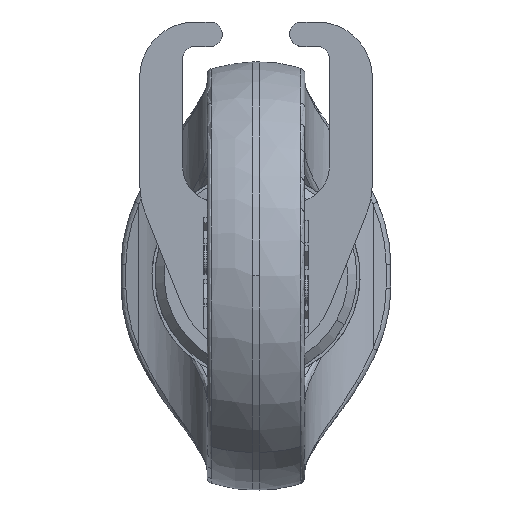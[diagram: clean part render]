
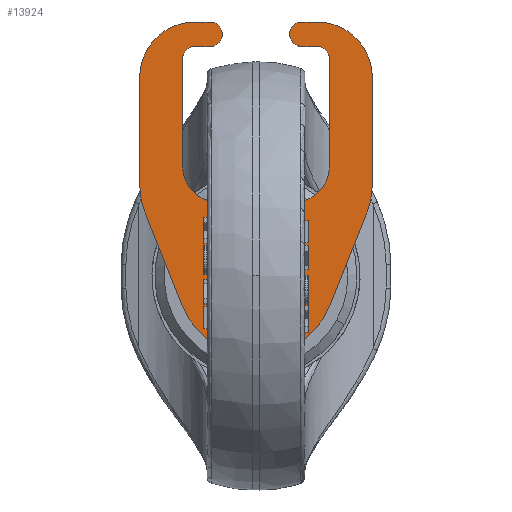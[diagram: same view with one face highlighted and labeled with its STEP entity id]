
A CAD part, top view. The second image highlights one B-rep face of the part: STEP entity #13924.
In plain terms, the highlighted planar face has unit normal (0, 0, 1).
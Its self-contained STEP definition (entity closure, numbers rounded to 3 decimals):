
#13380=CARTESIAN_POINT('Vertex',(19.,15.1,-7.6)) ;
#13387=CARTESIAN_POINT('Vertex',(19.,32.5,-7.6)) ;
#13390=CARTESIAN_POINT('Line Origine',(19.,23.8,-7.6)) ;
#13411=CARTESIAN_POINT('Vertex',(18.081,10.299,-7.6)) ;
#13414=CARTESIAN_POINT('Axis2P3D Location',(6.,15.1,-7.6)) ;
#13431=CARTESIAN_POINT('Line Origine',(15.081,2.749,-7.6)) ;
#13435=CARTESIAN_POINT('Vertex',(12.081,-4.801,-7.6)) ;
#13459=CARTESIAN_POINT('Vertex',(-12.081,-4.801,-7.6)) ;
#13462=CARTESIAN_POINT('Axis2P3D Location',(0.,0.,-7.6)) ;
#13483=CARTESIAN_POINT('Vertex',(-18.081,10.299,-7.6)) ;
#13486=CARTESIAN_POINT('Line Origine',(-15.081,2.749,-7.6)) ;
#13507=CARTESIAN_POINT('Vertex',(-19.,15.1,-7.6)) ;
#13510=CARTESIAN_POINT('Axis2P3D Location',(-6.,15.1,-7.6)) ;
#13531=CARTESIAN_POINT('Vertex',(-19.,32.5,-7.6)) ;
#13534=CARTESIAN_POINT('Line Origine',(-19.,23.8,-7.6)) ;
#13555=CARTESIAN_POINT('Vertex',(-10.,41.5,-7.6)) ;
#13558=CARTESIAN_POINT('Axis2P3D Location',(-10.,32.5,-7.6)) ;
#13579=CARTESIAN_POINT('Vertex',(-7.5,41.5,-7.6)) ;
#13582=CARTESIAN_POINT('Line Origine',(-8.75,41.5,-7.6)) ;
#13603=CARTESIAN_POINT('Vertex',(-7.5,37.5,-7.6)) ;
#13606=CARTESIAN_POINT('Axis2P3D Location',(-7.5,39.5,-7.6)) ;
#13627=CARTESIAN_POINT('Vertex',(-10.,37.5,-7.6)) ;
#13630=CARTESIAN_POINT('Line Origine',(-8.75,37.5,-7.6)) ;
#13647=CARTESIAN_POINT('Axis2P3D Location',(-10.,35.5,-7.6)) ;
#13651=CARTESIAN_POINT('Vertex',(-12.,35.5,-7.6)) ;
#13675=CARTESIAN_POINT('Vertex',(-12.,18.,-7.6)) ;
#13678=CARTESIAN_POINT('Line Origine',(-12.,26.75,-7.6)) ;
#13695=CARTESIAN_POINT('Axis2P3D Location',(-6.,18.,-7.6)) ;
#13699=CARTESIAN_POINT('Vertex',(-6.,12.,-7.6)) ;
#13723=CARTESIAN_POINT('Vertex',(6.,12.,-7.6)) ;
#13726=CARTESIAN_POINT('Line Origine',(0.,12.,-7.6)) ;
#13743=CARTESIAN_POINT('Axis2P3D Location',(6.,18.,-7.6)) ;
#13747=CARTESIAN_POINT('Vertex',(12.,18.,-7.6)) ;
#13771=CARTESIAN_POINT('Vertex',(12.,35.5,-7.6)) ;
#13774=CARTESIAN_POINT('Line Origine',(12.,26.75,-7.6)) ;
#13791=CARTESIAN_POINT('Axis2P3D Location',(10.,35.5,-7.6)) ;
#13795=CARTESIAN_POINT('Vertex',(10.,37.5,-7.6)) ;
#13814=CARTESIAN_POINT('Vertex',(7.5,37.5,-7.6)) ;
#13817=CARTESIAN_POINT('Line Origine',(8.75,37.5,-7.6)) ;
#13838=CARTESIAN_POINT('Vertex',(7.5,41.5,-7.6)) ;
#13842=CARTESIAN_POINT('Control Point',(7.5,41.5,-7.6)) ;
#13843=CARTESIAN_POINT('Control Point',(6.872,41.5,-7.6)) ;
#13844=CARTESIAN_POINT('Control Point',(6.243,41.253,-7.6)) ;
#13845=CARTESIAN_POINT('Control Point',(5.747,40.757,-7.6)) ;
#13846=CARTESIAN_POINT('Control Point',(5.253,39.5,-7.6)) ;
#13847=CARTESIAN_POINT('Control Point',(5.747,38.243,-7.6)) ;
#13848=CARTESIAN_POINT('Control Point',(6.243,37.747,-7.6)) ;
#13849=CARTESIAN_POINT('Control Point',(6.872,37.5,-7.6)) ;
#13850=CARTESIAN_POINT('Control Point',(7.5,37.5,-7.6)) ;
#13863=CARTESIAN_POINT('Vertex',(10.,41.5,-7.6)) ;
#13866=CARTESIAN_POINT('Line Origine',(8.75,41.5,-7.6)) ;
#13883=CARTESIAN_POINT('Axis2P3D Location',(10.,32.5,-7.6)) ;
#13895=CARTESIAN_POINT('Axis2P3D Location',(0.,0.,-7.6)) ;
#13391=DIRECTION('Vector Direction',(0.,1.,0.)) ;
#13415=DIRECTION('Axis2P3D Direction',(0.,0.,1.)) ;
#13432=DIRECTION('Vector Direction',(-0.369,-0.929,0.)) ;
#13463=DIRECTION('Axis2P3D Direction',(0.,0.,1.)) ;
#13487=DIRECTION('Vector Direction',(0.369,-0.929,0.)) ;
#13511=DIRECTION('Axis2P3D Direction',(0.,0.,1.)) ;
#13535=DIRECTION('Vector Direction',(0.,-1.,0.)) ;
#13559=DIRECTION('Axis2P3D Direction',(0.,0.,1.)) ;
#13583=DIRECTION('Vector Direction',(-1.,0.,0.)) ;
#13607=DIRECTION('Axis2P3D Direction',(0.,0.,1.)) ;
#13631=DIRECTION('Vector Direction',(1.,0.,0.)) ;
#13648=DIRECTION('Axis2P3D Direction',(0.,0.,1.)) ;
#13679=DIRECTION('Vector Direction',(0.,1.,0.)) ;
#13696=DIRECTION('Axis2P3D Direction',(0.,0.,1.)) ;
#13727=DIRECTION('Vector Direction',(-1.,0.,0.)) ;
#13744=DIRECTION('Axis2P3D Direction',(0.,0.,1.)) ;
#13775=DIRECTION('Vector Direction',(0.,-1.,0.)) ;
#13792=DIRECTION('Axis2P3D Direction',(0.,0.,1.)) ;
#13818=DIRECTION('Vector Direction',(1.,0.,0.)) ;
#13867=DIRECTION('Vector Direction',(-1.,0.,0.)) ;
#13884=DIRECTION('Axis2P3D Direction',(0.,0.,1.)) ;
#13896=DIRECTION('Axis2P3D Direction',(0.,0.,1.)) ;
#13897=DIRECTION('Axis2P3D XDirection',(0.,1.,0.)) ;
#13416=AXIS2_PLACEMENT_3D('Circle Axis2P3D',#13414,#13415,$) ;
#13464=AXIS2_PLACEMENT_3D('Circle Axis2P3D',#13462,#13463,$) ;
#13512=AXIS2_PLACEMENT_3D('Circle Axis2P3D',#13510,#13511,$) ;
#13560=AXIS2_PLACEMENT_3D('Circle Axis2P3D',#13558,#13559,$) ;
#13608=AXIS2_PLACEMENT_3D('Circle Axis2P3D',#13606,#13607,$) ;
#13649=AXIS2_PLACEMENT_3D('Circle Axis2P3D',#13647,#13648,$) ;
#13697=AXIS2_PLACEMENT_3D('Circle Axis2P3D',#13695,#13696,$) ;
#13745=AXIS2_PLACEMENT_3D('Circle Axis2P3D',#13743,#13744,$) ;
#13793=AXIS2_PLACEMENT_3D('Circle Axis2P3D',#13791,#13792,$) ;
#13885=AXIS2_PLACEMENT_3D('Circle Axis2P3D',#13883,#13884,$) ;
#13898=AXIS2_PLACEMENT_3D('Plane Axis2P3D',#13895,#13896,#13897) ;
#13901=ORIENTED_EDGE('',*,*,#13394,.T.) ;
#13902=ORIENTED_EDGE('',*,*,#13887,.T.) ;
#13903=ORIENTED_EDGE('',*,*,#13870,.T.) ;
#13904=ORIENTED_EDGE('',*,*,#13851,.T.) ;
#13905=ORIENTED_EDGE('',*,*,#13821,.T.) ;
#13906=ORIENTED_EDGE('',*,*,#13797,.F.) ;
#13907=ORIENTED_EDGE('',*,*,#13778,.T.) ;
#13908=ORIENTED_EDGE('',*,*,#13749,.F.) ;
#13909=ORIENTED_EDGE('',*,*,#13730,.T.) ;
#13910=ORIENTED_EDGE('',*,*,#13701,.F.) ;
#13911=ORIENTED_EDGE('',*,*,#13682,.T.) ;
#13912=ORIENTED_EDGE('',*,*,#13653,.F.) ;
#13913=ORIENTED_EDGE('',*,*,#13634,.T.) ;
#13914=ORIENTED_EDGE('',*,*,#13610,.T.) ;
#13915=ORIENTED_EDGE('',*,*,#13586,.T.) ;
#13916=ORIENTED_EDGE('',*,*,#13562,.T.) ;
#13917=ORIENTED_EDGE('',*,*,#13538,.T.) ;
#13918=ORIENTED_EDGE('',*,*,#13514,.T.) ;
#13919=ORIENTED_EDGE('',*,*,#13490,.T.) ;
#13920=ORIENTED_EDGE('',*,*,#13466,.T.) ;
#13921=ORIENTED_EDGE('',*,*,#13437,.F.) ;
#13922=ORIENTED_EDGE('',*,*,#13418,.T.) ;
#13392=VECTOR('Line Direction',#13391,1.) ;
#13433=VECTOR('Line Direction',#13432,1.) ;
#13488=VECTOR('Line Direction',#13487,1.) ;
#13536=VECTOR('Line Direction',#13535,1.) ;
#13584=VECTOR('Line Direction',#13583,1.) ;
#13632=VECTOR('Line Direction',#13631,1.) ;
#13680=VECTOR('Line Direction',#13679,1.) ;
#13728=VECTOR('Line Direction',#13727,1.) ;
#13776=VECTOR('Line Direction',#13775,1.) ;
#13819=VECTOR('Line Direction',#13818,1.) ;
#13868=VECTOR('Line Direction',#13867,1.) ;
#13924=ADVANCED_FACE('\X2\52A05DE55716\X0\(\X2\53D66D88659C9762\X0\)',(#13923),#13899,.T.) ;
#13841=B_SPLINE_CURVE_WITH_KNOTS('',5,(#13842,#13843,#13844,#13845,#13846,#13847,#13848,#13849,#13850),.UNSPECIFIED.,.F.,.U.,(6,3,6),(-3.142,0.,3.142),.UNSPECIFIED.) ;
#13417=CIRCLE('generated circle',#13416,13.) ;
#13465=CIRCLE('generated circle',#13464,13.) ;
#13513=CIRCLE('generated circle',#13512,13.) ;
#13561=CIRCLE('generated circle',#13560,9.) ;
#13609=CIRCLE('generated circle',#13608,2.) ;
#13650=CIRCLE('generated circle',#13649,2.) ;
#13698=CIRCLE('generated circle',#13697,6.) ;
#13746=CIRCLE('generated circle',#13745,6.) ;
#13794=CIRCLE('generated circle',#13793,2.) ;
#13886=CIRCLE('generated circle',#13885,9.) ;
#13394=EDGE_CURVE('',#13381,#13388,#13393,.T.) ;
#13418=EDGE_CURVE('',#13412,#13381,#13417,.T.) ;
#13437=EDGE_CURVE('',#13412,#13436,#13434,.T.) ;
#13466=EDGE_CURVE('',#13460,#13436,#13465,.T.) ;
#13490=EDGE_CURVE('',#13484,#13460,#13489,.T.) ;
#13514=EDGE_CURVE('',#13508,#13484,#13513,.T.) ;
#13538=EDGE_CURVE('',#13532,#13508,#13537,.T.) ;
#13562=EDGE_CURVE('',#13556,#13532,#13561,.T.) ;
#13586=EDGE_CURVE('',#13580,#13556,#13585,.T.) ;
#13610=EDGE_CURVE('',#13604,#13580,#13609,.T.) ;
#13634=EDGE_CURVE('',#13628,#13604,#13633,.T.) ;
#13653=EDGE_CURVE('',#13628,#13652,#13650,.T.) ;
#13682=EDGE_CURVE('',#13676,#13652,#13681,.T.) ;
#13701=EDGE_CURVE('',#13676,#13700,#13698,.T.) ;
#13730=EDGE_CURVE('',#13724,#13700,#13729,.T.) ;
#13749=EDGE_CURVE('',#13724,#13748,#13746,.T.) ;
#13778=EDGE_CURVE('',#13772,#13748,#13777,.T.) ;
#13797=EDGE_CURVE('',#13772,#13796,#13794,.T.) ;
#13821=EDGE_CURVE('',#13815,#13796,#13820,.T.) ;
#13851=EDGE_CURVE('',#13839,#13815,#13841,.T.) ;
#13870=EDGE_CURVE('',#13864,#13839,#13869,.T.) ;
#13887=EDGE_CURVE('',#13388,#13864,#13886,.T.) ;
#13900=EDGE_LOOP('',(#13901,#13902,#13903,#13904,#13905,#13906,#13907,#13908,#13909,#13910,#13911,#13912,#13913,#13914,#13915,#13916,#13917,#13918,#13919,#13920,#13921,#13922)) ;
#13923=FACE_OUTER_BOUND('',#13900,.T.) ;
#13393=LINE('Line',#13390,#13392) ;
#13434=LINE('Line',#13431,#13433) ;
#13489=LINE('Line',#13486,#13488) ;
#13537=LINE('Line',#13534,#13536) ;
#13585=LINE('Line',#13582,#13584) ;
#13633=LINE('Line',#13630,#13632) ;
#13681=LINE('Line',#13678,#13680) ;
#13729=LINE('Line',#13726,#13728) ;
#13777=LINE('Line',#13774,#13776) ;
#13820=LINE('Line',#13817,#13819) ;
#13869=LINE('Line',#13866,#13868) ;
#13899=PLANE('',#13898) ;
#13381=VERTEX_POINT('',#13380) ;
#13388=VERTEX_POINT('',#13387) ;
#13412=VERTEX_POINT('',#13411) ;
#13436=VERTEX_POINT('',#13435) ;
#13460=VERTEX_POINT('',#13459) ;
#13484=VERTEX_POINT('',#13483) ;
#13508=VERTEX_POINT('',#13507) ;
#13532=VERTEX_POINT('',#13531) ;
#13556=VERTEX_POINT('',#13555) ;
#13580=VERTEX_POINT('',#13579) ;
#13604=VERTEX_POINT('',#13603) ;
#13628=VERTEX_POINT('',#13627) ;
#13652=VERTEX_POINT('',#13651) ;
#13676=VERTEX_POINT('',#13675) ;
#13700=VERTEX_POINT('',#13699) ;
#13724=VERTEX_POINT('',#13723) ;
#13748=VERTEX_POINT('',#13747) ;
#13772=VERTEX_POINT('',#13771) ;
#13796=VERTEX_POINT('',#13795) ;
#13815=VERTEX_POINT('',#13814) ;
#13839=VERTEX_POINT('',#13838) ;
#13864=VERTEX_POINT('',#13863) ;
